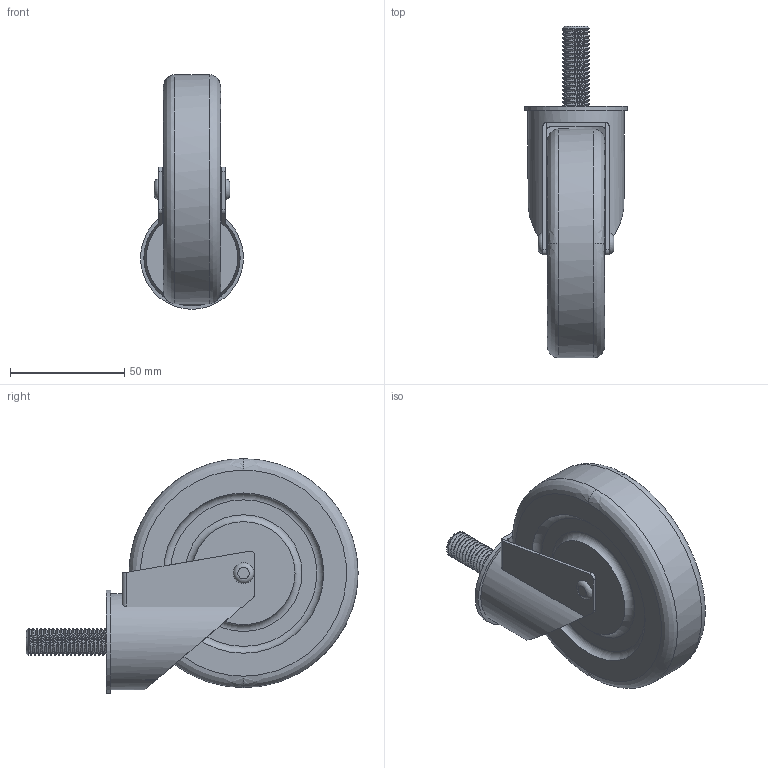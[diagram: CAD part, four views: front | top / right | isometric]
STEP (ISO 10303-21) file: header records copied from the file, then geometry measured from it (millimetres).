
FILE_DESCRIPTION(/* description */ (''),/* implementation_level */ '2;1');
FILE_NAME(/* name */ 'Опора колесная с винтом М12 Н145 Д100.step',/* time_stamp */ '2022-10-06T18:05:26+03:00',/* author */ (''),/* organization */ (''),/* preprocessor_version */ 'ST-DEVELOPER v19',/* originating_system */ 'Autodesk Translation Framework v11.7.0.108',/* authorisation */ '');
FILE_SCHEMA (('AUTOMOTIVE_DESIGN { 1 0 10303 214 3 1 1 }'));
Length unit declared in the file: millimetre
Products named in the file (1): (Unsaved)
Bounding box: 45 x 144.99 x 102.5 mm (x, y, z)
Volume: 202825.5 mm3; surface area: 41355.1 mm2
Topology: 2 solids, 2 shells, 112 faces, 286 edges, 188 vertices
Faces by surface type: cylinder 57, plane 38, torus 10, bspline 6, cone 1
Full cylindrical faces by diameter (mm): 9 x1, 9.836 x19, 11.834 x19, 15 x1, 39 x1, 42 x1, 45 x1, 100 x1
Entity records: 10091 total; most frequent: CARTESIAN_POINT 7483, ORIENTED_EDGE 572, DIRECTION 475, EDGE_CURVE 286, VERTEX_POINT 188, AXIS2_PLACEMENT_3D 182, EDGE_LOOP 124, FACE_OUTER_BOUND 112
